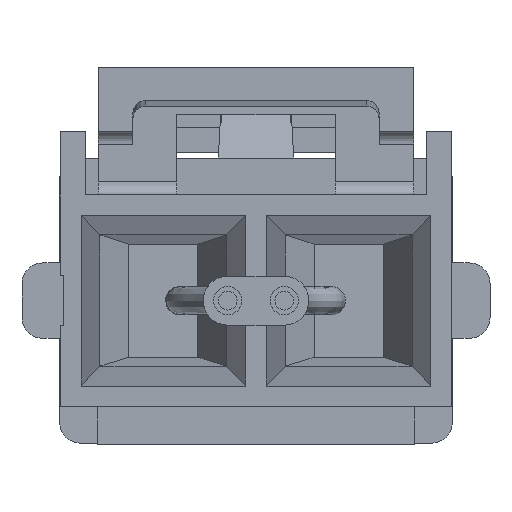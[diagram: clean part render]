
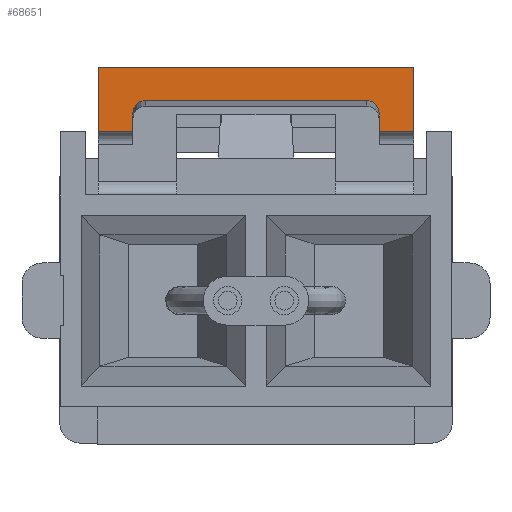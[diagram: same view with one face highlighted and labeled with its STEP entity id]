
A CAD part, left-side view. The second image highlights one B-rep face of the part: STEP entity #68651.
In plain terms, the highlighted face is planar.
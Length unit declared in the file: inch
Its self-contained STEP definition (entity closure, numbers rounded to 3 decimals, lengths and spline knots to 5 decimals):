
#8781 = CARTESIAN_POINT ( 'NONE',  ( 0.19579, 0.493, 0.30253 ) ) ;
#8800 = CARTESIAN_POINT ( 'NONE',  ( 0.196, 0.493, 0.30033 ) ) ;
#8804 = CARTESIAN_POINT ( 'NONE',  ( 0.196, 0.493, 0.29877 ) ) ;
#8805 = CARTESIAN_POINT ( 'NONE',  ( 0.19517, 0.493, 0.30489 ) ) ;
#8806 = CARTESIAN_POINT ( 'NONE',  ( 0.19484, 0.493, 0.30585 ) ) ;
#8807 = CARTESIAN_POINT ( 'NONE',  ( 0.19459, 0.493, 0.30648 ) ) ;
#8808 = CARTESIAN_POINT ( 'NONE',  ( 0.19444, 0.493, 0.30684 ) ) ;
#8809 = CARTESIAN_POINT ( 'NONE',  ( 0.1934, 0.493, 0.30911 ) ) ;
#8810 = CARTESIAN_POINT ( 'NONE',  ( 0.19199, 0.493, 0.31107 ) ) ;
#8811 = CARTESIAN_POINT ( 'NONE',  ( 0.18922, 0.493, 0.31385 ) ) ;
#8812 = CARTESIAN_POINT ( 'NONE',  ( 0.1878, 0.493, 0.31506 ) ) ;
#8813 = CARTESIAN_POINT ( 'NONE',  ( 0.18608, 0.493, 0.31618 ) ) ;
#8814 = CARTESIAN_POINT ( 'NONE',  ( 0.18533, 0.493, 0.3166 ) ) ;
#8815 = CARTESIAN_POINT ( 'NONE',  ( 0.18483, 0.493, 0.31686 ) ) ;
#8816 = CARTESIAN_POINT ( 'NONE',  ( 0.18462, 0.493, 0.31696 ) ) ;
#8817 = CARTESIAN_POINT ( 'NONE',  ( 0.1819, 0.493, 0.31821 ) ) ;
#8818 = CARTESIAN_POINT ( 'NONE',  ( 0.17913, 0.493, 0.31877 ) ) ;
#8819 = CARTESIAN_POINT ( 'NONE',  ( 0.176, 0.493, 0.31878 ) ) ;
#8823 = CARTESIAN_POINT ( 'NONE',  ( -0.17976, 0.493, 0.31857 ) ) ;
#8842 = CARTESIAN_POINT ( 'NONE',  ( -0.17755, 0.493, 0.31878 ) ) ;
#8846 = CARTESIAN_POINT ( 'NONE',  ( -0.176, 0.493, 0.31878 ) ) ;
#8847 = CARTESIAN_POINT ( 'NONE',  ( -0.18212, 0.493, 0.31795 ) ) ;
#8848 = CARTESIAN_POINT ( 'NONE',  ( -0.18308, 0.493, 0.31761 ) ) ;
#8849 = CARTESIAN_POINT ( 'NONE',  ( -0.18371, 0.493, 0.31737 ) ) ;
#8850 = CARTESIAN_POINT ( 'NONE',  ( -0.18407, 0.493, 0.31721 ) ) ;
#8851 = CARTESIAN_POINT ( 'NONE',  ( -0.18633, 0.493, 0.31618 ) ) ;
#8852 = CARTESIAN_POINT ( 'NONE',  ( -0.18829, 0.493, 0.31477 ) ) ;
#8853 = CARTESIAN_POINT ( 'NONE',  ( -0.19107, 0.493, 0.31199 ) ) ;
#8854 = CARTESIAN_POINT ( 'NONE',  ( -0.19228, 0.493, 0.31057 ) ) ;
#8855 = CARTESIAN_POINT ( 'NONE',  ( -0.1934, 0.493, 0.30885 ) ) ;
#8856 = CARTESIAN_POINT ( 'NONE',  ( -0.19382, 0.493, 0.30811 ) ) ;
#8857 = CARTESIAN_POINT ( 'NONE',  ( -0.19408, 0.493, 0.3076 ) ) ;
#8858 = CARTESIAN_POINT ( 'NONE',  ( -0.19418, 0.493, 0.3074 ) ) ;
#8859 = CARTESIAN_POINT ( 'NONE',  ( -0.19544, 0.493, 0.30467 ) ) ;
#8860 = CARTESIAN_POINT ( 'NONE',  ( -0.19599, 0.493, 0.3019 ) ) ;
#8861 = CARTESIAN_POINT ( 'NONE',  ( -0.196, 0.493, 0.29877 ) ) ;
#9019 = CARTESIAN_POINT ( 'NONE',  ( 0.196, 0.493, 0. ) ) ;
#9022 = LINE ( 'NONE', #9019, #101500 ) ;
#9026 = DIRECTION ( 'NONE',  ( 0., 0., 1. ) ) ;
#9127 = LINE ( 'NONE', #9128, #101227 ) ;
#9128 = CARTESIAN_POINT ( 'NONE',  ( -0.196, 0.493, 0. ) ) ;
#9129 = DIRECTION ( 'NONE',  ( 0., 0., 1. ) ) ;
#9130 = LINE ( 'NONE', #9136, #101130 ) ;
#9136 = CARTESIAN_POINT ( 'NONE',  ( -0.251, 0.493, 0.31878 ) ) ;
#9137 = DIRECTION ( 'NONE',  ( -1., 0., 0. ) ) ;
#21308 = EDGE_LOOP ( 'NONE', ( #54838, #54840, #54841, #54843, #54845, #54847, #54849, #54851, #54853, #54855 ) ) ;
#25149 = CARTESIAN_POINT ( 'NONE',  ( -0.176, 0.493, 0.31878 ) ) ;
#25158 = CARTESIAN_POINT ( 'NONE',  ( 0.176, 0.493, 0.31878 ) ) ;
#25161 = CARTESIAN_POINT ( 'NONE',  ( 0.196, 0.493, 0.29877 ) ) ;
#25182 = CARTESIAN_POINT ( 'NONE',  ( -0.196, 0.493, 0.29877 ) ) ;
#37470 = B_SPLINE_CURVE_WITH_KNOTS ( 'NONE', 3,
 ( #8846, #8842, #8823, #8847, #8848, #8849, #8850, #8851, #8852, #8853, #8854, #8855, #8856, #8857, #8858, #8859, #8860, #8861 ),
 .UNSPECIFIED., .F., .F.,
 ( 4, 1, 1, 2, 2, 2, 1, 1, 2, 2, 4 ),
 ( 0., 0.125, 0.1875, 0.21875, 0.25, 0.5, 0.625, 0.6875, 0.71875, 0.75, 1. ),
 .UNSPECIFIED. ) ;
#37479 = B_SPLINE_CURVE_WITH_KNOTS ( 'NONE', 3,
 ( #8804, #8800, #8781, #8805, #8806, #8807, #8808, #8809, #8810, #8811, #8812, #8813, #8814, #8815, #8816, #8817, #8818, #8819 ),
 .UNSPECIFIED., .F., .F.,
 ( 4, 1, 1, 2, 2, 2, 1, 1, 2, 2, 4 ),
 ( 0., 0.125, 0.1875, 0.21875, 0.25, 0.5, 0.625, 0.6875, 0.71875, 0.75, 1. ),
 .UNSPECIFIED. ) ;
#50231 = LINE ( 'NONE', #50234, #101335 ) ;
#50234 = CARTESIAN_POINT ( 'NONE',  ( -0.251, 0.493, 0.269 ) ) ;
#50236 = DIRECTION ( 'NONE',  ( -1., 0., 0. ) ) ;
#50302 = LINE ( 'NONE', #50335, #101297 ) ;
#50317 = LINE ( 'NONE', #50320, #101316 ) ;
#50320 = CARTESIAN_POINT ( 'NONE',  ( -0.251, 0.493, 0.269 ) ) ;
#50322 = DIRECTION ( 'NONE',  ( -1., 0., 0. ) ) ;
#50329 = LINE ( 'NONE', #50330, #101299 ) ;
#50330 = CARTESIAN_POINT ( 'NONE',  ( -0.251, 0.493, 0. ) ) ;
#50331 = DIRECTION ( 'NONE',  ( 0., 0., 1. ) ) ;
#50332 = LINE ( 'NONE', #50333, #101678 ) ;
#50333 = CARTESIAN_POINT ( 'NONE',  ( -0.251, 0.493, 0.371 ) ) ;
#50334 = DIRECTION ( 'NONE',  ( -1., 0., 0. ) ) ;
#50335 = CARTESIAN_POINT ( 'NONE',  ( 0.251, 0.493, 0. ) ) ;
#50336 = DIRECTION ( 'NONE',  ( 0., 0., 1. ) ) ;
#54838 = ORIENTED_EDGE ( 'NONE', *, *, #89178, .T. ) ;
#54840 = ORIENTED_EDGE ( 'NONE', *, *, #89267, .F. ) ;
#54841 = ORIENTED_EDGE ( 'NONE', *, *, #89301, .T. ) ;
#54843 = ORIENTED_EDGE ( 'NONE', *, *, #89303, .T. ) ;
#54845 = ORIENTED_EDGE ( 'NONE', *, *, #89304, .F. ) ;
#54847 = ORIENTED_EDGE ( 'NONE', *, *, #89305, .F. ) ;
#54849 = ORIENTED_EDGE ( 'NONE', *, *, #89289, .T. ) ;
#54851 = ORIENTED_EDGE ( 'NONE', *, *, #89233, .T. ) ;
#54853 = ORIENTED_EDGE ( 'NONE', *, *, #89174, .T. ) ;
#54855 = ORIENTED_EDGE ( 'NONE', *, *, #89270, .T. ) ;
#55484 = VERTEX_POINT ( 'NONE', #100776 ) ;
#55488 = VERTEX_POINT ( 'NONE', #100759 ) ;
#55490 = VERTEX_POINT ( 'NONE', #100765 ) ;
#55498 = VERTEX_POINT ( 'NONE', #100914 ) ;
#55518 = VERTEX_POINT ( 'NONE', #100921 ) ;
#55556 = VERTEX_POINT ( 'NONE', #99539 ) ;
#68651 = ADVANCED_FACE ( 'NONE', ( #81622 ), #81616, .T. ) ;
#81616 = PLANE ( 'NONE',  #108370 ) ;
#81618 = CARTESIAN_POINT ( 'NONE',  ( -0.251, 0.493, 0.269 ) ) ;
#81622 = FACE_OUTER_BOUND ( 'NONE', #21308, .T. ) ;
#81624 = DIRECTION ( 'NONE',  ( 0., 1., 0. ) ) ;
#81625 = DIRECTION ( 'NONE',  ( 0., 0., 1. ) ) ;
#89174 = EDGE_CURVE ( 'NONE', #101788, #101786, #37479, .T. ) ;
#89178 = EDGE_CURVE ( 'NONE', #101782, #101800, #37470, .T. ) ;
#89233 = EDGE_CURVE ( 'NONE', #55556, #101788, #9022, .T. ) ;
#89267 = EDGE_CURVE ( 'NONE', #55518, #101800, #9127, .T. ) ;
#89270 = EDGE_CURVE ( 'NONE', #101786, #101782, #9130, .T. ) ;
#89289 = EDGE_CURVE ( 'NONE', #55498, #55556, #50231, .T. ) ;
#89301 = EDGE_CURVE ( 'NONE', #55518, #55490, #50317, .T. ) ;
#89303 = EDGE_CURVE ( 'NONE', #55490, #55488, #50329, .T. ) ;
#89304 = EDGE_CURVE ( 'NONE', #55484, #55488, #50332, .T. ) ;
#89305 = EDGE_CURVE ( 'NONE', #55498, #55484, #50302, .T. ) ;
#99539 = CARTESIAN_POINT ( 'NONE',  ( 0.196, 0.493, 0.269 ) ) ;
#100759 = CARTESIAN_POINT ( 'NONE',  ( -0.251, 0.493, 0.371 ) ) ;
#100765 = CARTESIAN_POINT ( 'NONE',  ( -0.251, 0.493, 0.269 ) ) ;
#100776 = CARTESIAN_POINT ( 'NONE',  ( 0.251, 0.493, 0.371 ) ) ;
#100914 = CARTESIAN_POINT ( 'NONE',  ( 0.251, 0.493, 0.269 ) ) ;
#100921 = CARTESIAN_POINT ( 'NONE',  ( -0.196, 0.493, 0.269 ) ) ;
#101130 = VECTOR ( 'NONE', #9137, 39.37008 ) ;
#101227 = VECTOR ( 'NONE', #9129, 39.37008 ) ;
#101297 = VECTOR ( 'NONE', #50336, 39.37008 ) ;
#101299 = VECTOR ( 'NONE', #50331, 39.37008 ) ;
#101316 = VECTOR ( 'NONE', #50322, 39.37008 ) ;
#101335 = VECTOR ( 'NONE', #50236, 39.37008 ) ;
#101500 = VECTOR ( 'NONE', #9026, 39.37008 ) ;
#101678 = VECTOR ( 'NONE', #50334, 39.37008 ) ;
#101782 = VERTEX_POINT ( 'NONE', #25149 ) ;
#101786 = VERTEX_POINT ( 'NONE', #25158 ) ;
#101788 = VERTEX_POINT ( 'NONE', #25161 ) ;
#101800 = VERTEX_POINT ( 'NONE', #25182 ) ;
#108370 = AXIS2_PLACEMENT_3D ( 'NONE', #81618, #81624, #81625 ) ;
